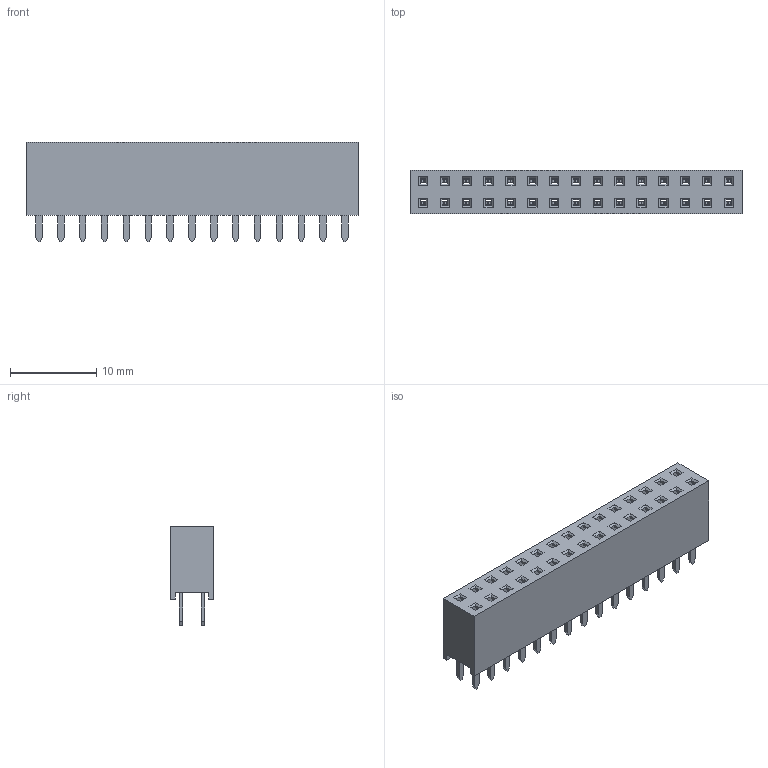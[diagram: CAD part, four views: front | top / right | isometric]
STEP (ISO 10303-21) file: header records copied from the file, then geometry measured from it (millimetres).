
FILE_DESCRIPTION(/* description */ ('Unknown'),/* implementation_level */ '2;1');
FILE_NAME(/* name */ '61303021821',/* time_stamp */ '2022-06-30T08:01:31+02:00',/* author */ ('Unknown'),/* organization */ ('Unknown'),/* preprocessor_version */ 'ST-DEVELOPER v16.7',/* originating_system */ 'Solid Edge',/* authorisation */ 'Unknown');
FILE_SCHEMA (('AUTOMOTIVE_DESIGN {1 0 10303 214 3 1 1}'));
Length unit declared in the file: millimetre
Products named in the file (3): 6130xx21821; 61303021821; 6130xx21821_PIN
Assembly tree (31 placements, depth 2):
  6130xx21821
    61303021821
    6130xx21821_PIN  x30
Bounding box: 38.6 x 5.08 x 11.6 mm (x, y, z)
Volume: 1352.2 mm3; surface area: 3335.1 mm2
Topology: 31 solids, 31 shells, 1240 faces, 3294 edges, 2116 vertices
Faces by surface type: plane 940, cylinder 180, bspline 60, torus 60
Entity records: 12413 total; most frequent: CARTESIAN_POINT 2198, ORIENTED_EDGE 2114, DIRECTION 1929, EDGE_CURVE 1057, LINE 1035, VECTOR 1035, VERTEX_POINT 664, EDGE_LOOP 461
